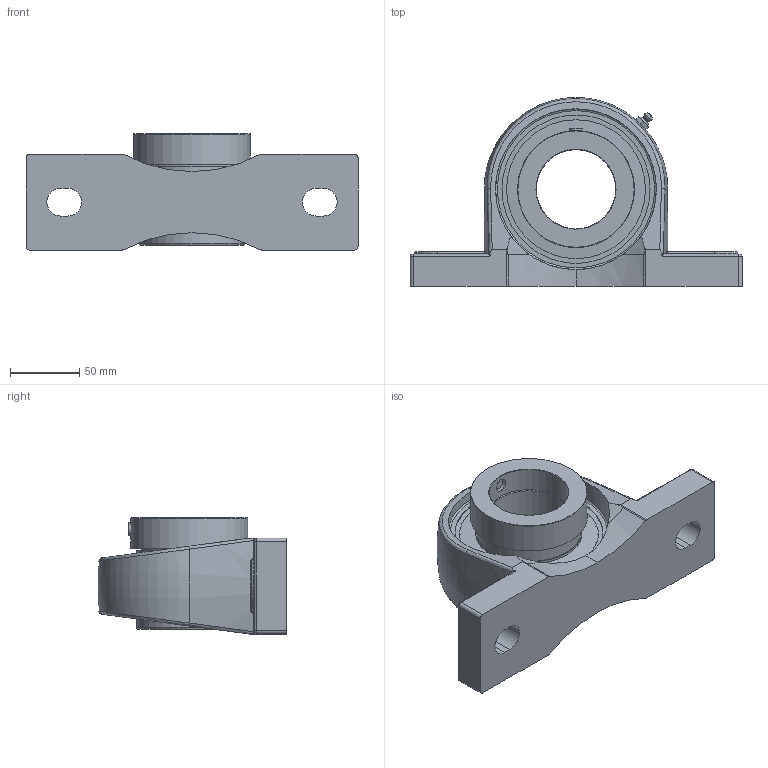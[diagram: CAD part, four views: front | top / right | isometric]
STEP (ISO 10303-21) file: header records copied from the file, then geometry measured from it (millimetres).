
FILE_DESCRIPTION(('HOOPS Exchange Step'),'2;1');
FILE_NAME('export-912777D5-F6B8-4058-8FB2-540202321B18.stp','2019-12-13T14:00:27-08:00',('ibuslach'),('Alibre'),'HOOPS Exchange 2019.2','Alibre','Unknown authorisation');
FILE_SCHEMA( ('AP242_MANAGED_MODEL_BASED_3D_ENGINEERING_MIM_LF {1 0 10303 442 1 1 4 }') );
Length unit declared in the file: centimetre
Products named in the file (8): MRN SP 212; UCP ZERK 9mm; SHC 212-36 RACE; SHC 212-36 COLLAR; SHC 212-36 SHIELD; SHC 211 SS; MRN SHC 212-36; MRN SHCP 212-36
Assembly tree (7 placements, depth 3):
  MRN SHCP 212-36
    MRN SP 212
    UCP ZERK 9mm
    MRN SHC 212-36
      SHC 212-36 RACE
      SHC 212-36 COLLAR
      SHC 212-36 SHIELD
      SHC 211 SS
Bounding box: 239 x 135.89 x 83.56 mm (x, y, z)
Volume: 724396.8 mm3; surface area: 170485.8 mm2
Topology: 20 solids, 20 shells, 253 faces, 678 edges, 437 vertices
Faces by surface type: cylinder 78, plane 71, cone 32, torus 29, bspline 22, sphere 21
Full cylindrical faces by diameter (mm): 2.264 x2, 9 x2, 9.525 x3, 57.15 x2, 72.034 x2, 75.565 x2, 75.59 x2, 76.606 x2, 84.2 x1, 98.996 x2, 100.013 x4, 115.749 x2
Entity records: 15602 total; most frequent: CARTESIAN_POINT 9257, DIRECTION 1305, ORIENTED_EDGE 1290, EDGE_CURVE 645, AXIS2_PLACEMENT_3D 551, VERTEX_POINT 437, EDGE_LOOP 282, FACE_BOUND 282
